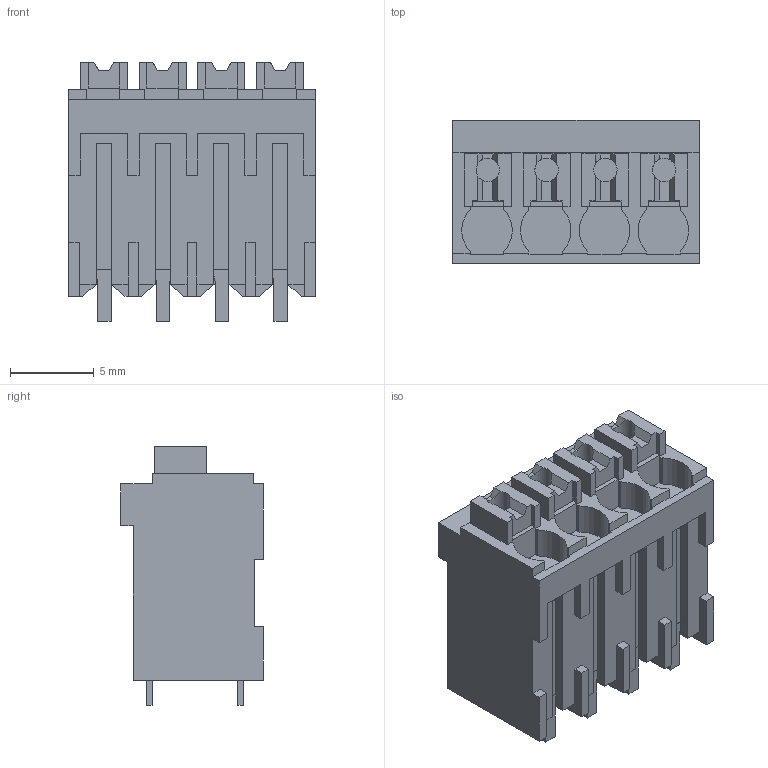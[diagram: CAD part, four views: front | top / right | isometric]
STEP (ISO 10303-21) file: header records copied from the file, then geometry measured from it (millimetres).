
FILE_DESCRIPTION( ( 'STEP AP214' ), '1' );
FILE_NAME( '1870660000.stp', '2020-11-20T12:02:27', ( 'License CC BY-ND 4.0' ), ( 'CADENAS' ), ' ', 'PARTsolutions', ' ' );
FILE_SCHEMA( ( 'AUTOMOTIVE_DESIGN { 1 0 10303 214 1 1 1 1 }' ) );
Length unit declared in the file: millimetre
Products named in the file (14): 1870660000; HOUSING; Kontakt_LMF_SMT_180_V7.1.1.1; Kontakt_LMF_SMT_180_V7.1.1.2; Kontakt_LMF_SMT_180_V7.1.1.3; Kontakt_LMF_SMT_180_V7.1.1.4; Kontakt_LMF_SMT_180_V7.1.2.1; Kontakt_LMF_SMT_180_V7.1.2.2; Kontakt_LMF_SMT_180_V7.1.2.3; Kontakt_LMF_SMT_180_V7.1.2.4; Schieber_V7.4.1.1; Schieber_V7.4.1.2; Schieber_V7.4.1.3; Schieber_V7.4.1.4
Assembly tree (13 placements, depth 2):
  1870660000
    HOUSING
    Kontakt_LMF_SMT_180_V7.1.1.1
    Kontakt_LMF_SMT_180_V7.1.1.2
    Kontakt_LMF_SMT_180_V7.1.1.3
    Kontakt_LMF_SMT_180_V7.1.1.4
    Kontakt_LMF_SMT_180_V7.1.2.1
    Kontakt_LMF_SMT_180_V7.1.2.2
    Kontakt_LMF_SMT_180_V7.1.2.3
    Kontakt_LMF_SMT_180_V7.1.2.4
    Schieber_V7.4.1.1
    Schieber_V7.4.1.2
    Schieber_V7.4.1.3
    Schieber_V7.4.1.4
Bounding box: 14.7 x 8.5 x 15.42 mm (x, y, z)
Volume: 1162.7 mm3; surface area: 1407.6 mm2
Topology: 13 solids, 13 shells, 332 faces, 918 edges, 608 vertices
Faces by surface type: plane 320, cylinder 12
Full cylindrical faces by diameter (mm): 1.399 x4
Entity records: 13442 total; most frequent: CARTESIAN_POINT 2130, ORIENTED_EDGE 1820, DIRECTION 1608, EDGE_CURVE 910, LINE 852, VECTOR 852, VERTEX_POINT 604, AXIS2_PLACEMENT_3D 378
